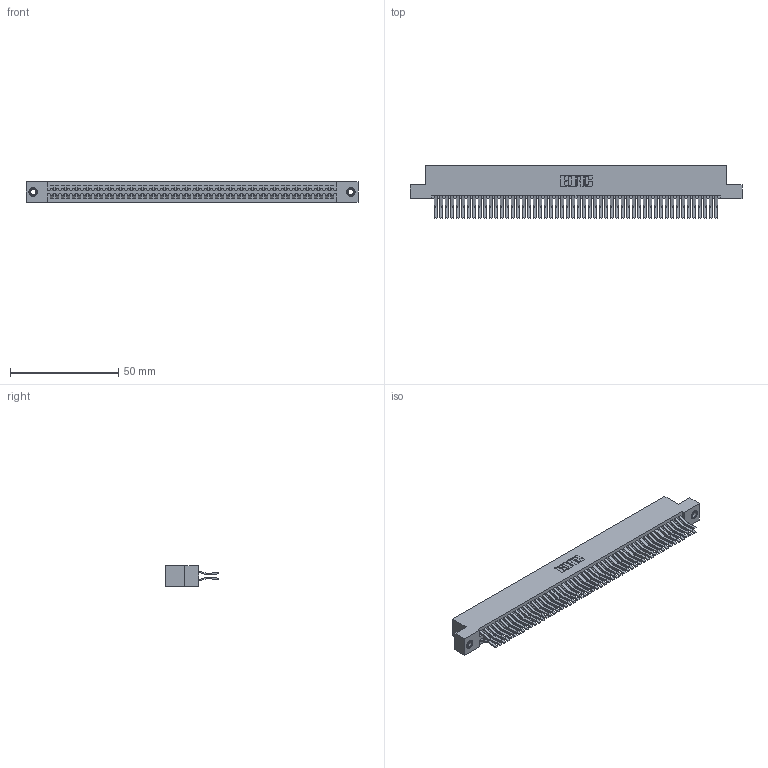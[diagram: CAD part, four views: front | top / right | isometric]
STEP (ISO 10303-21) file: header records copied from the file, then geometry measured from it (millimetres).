
FILE_DESCRIPTION (( 'STEP AP203' ), '1' );
FILE_NAME ('395-104-560-207.STEP', '2018-11-30T14:52:27', ( '' ), ( '' ), 'SwSTEP 2.0', 'SolidWorks 2016', '' );
FILE_SCHEMA (( 'CONFIG_CONTROL_DESIGN' ));
Length unit declared in the file: inch
Products named in the file (4): 345-292-001_560 Tail; 345-250-001_345-250-005-103; 395-104-560-207; 345 Part_Flush Mounting Lugs - 0.156 Dia-TI
Assembly tree (107 placements, depth 2):
  395-104-560-207
    345 Part_Flush Mounting Lugs - 0.156 Dia-TI
    345-292-001_560 Tail  x104
    345-250-001_345-250-005-103  x2
Bounding box: 153.29 x 24.45 x 9.4 mm (x, y, z)
Volume: 15651.6 mm3; surface area: 25110.5 mm2
Topology: 107 solids, 107 shells, 5594 faces, 16597 edges, 10918 vertices
Faces by surface type: plane 3544, cylinder 2034, cone 12, torus 4
Entity records: 40728 total; most frequent: CARTESIAN_POINT 6799, ORIENTED_EDGE 6726, DIRECTION 6013, EDGE_CURVE 3363, VECTOR 2999, LINE 2999, VERTEX_POINT 2236, AXIS2_PLACEMENT_3D 1507
